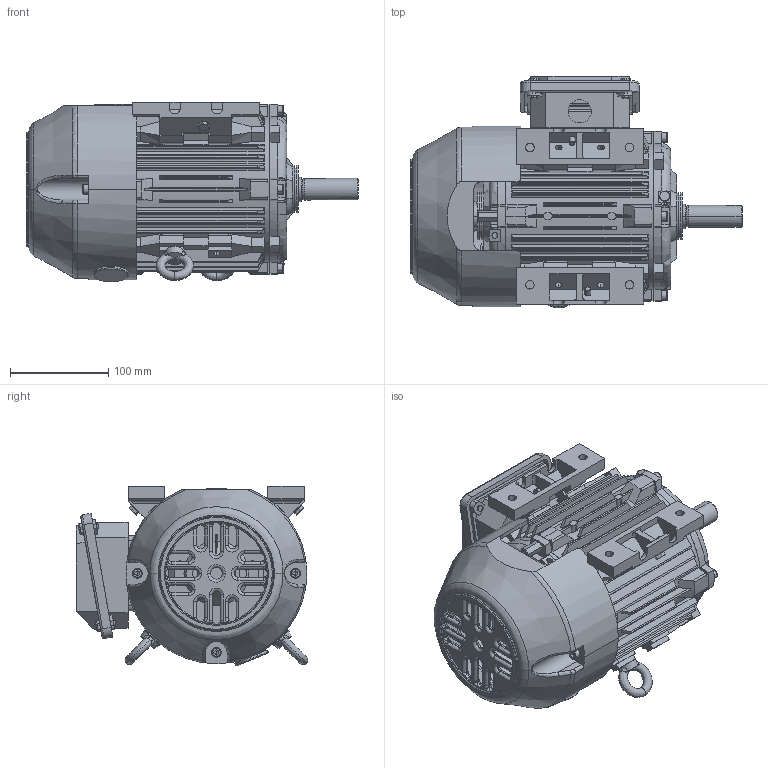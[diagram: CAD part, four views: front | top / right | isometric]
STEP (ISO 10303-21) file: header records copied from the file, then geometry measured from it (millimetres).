
FILE_DESCRIPTION (( 'STEP AP203' ), '1' );
FILE_NAME ('841-143Tﾍ簟ﾎﾍｼ.STEP', '2019-03-27T07:38:01', ( 'ﾎ｢ﾈ橆ﾃｻｧ' ), ( 'ﾎ｢ﾈ晥ｫﾋｾ' ), 'SwSTEP 2.0', 'SolidWorks 2008', '' );
FILE_SCHEMA (( 'CONFIG_CONTROL_DESIGN' ));
Length unit declared in the file: millimetre
Products named in the file (21): 841-143T俋倛芞; 新TX 90S B5机壳_默认; NEMA 143底脚 - (接地)_默认; NEMA 140T接线盒盖(斜)_默认; 841-143T 转子_默认; 841-143T 转轴_默认; 6205_默认; 迷宫式油封25-40-16_默认; 铜油嘴M6_默认; Cross recessed hex bolts indentation GB_GB_FASTENER_BOLT_CRHHI M6X16-N; Hexagon socket head cap screws GB_GB_FASTENER_SCREWS_HSHCS M6X20-N; Eyebolts GB_GB_FASTENER_SCREWS_FRS M8-N; TC 80-90风叶_默认; TX 90 开式轴承端盖NDE_默认; NEMA 140T接线盒座(斜)_默认; 140T(90)_默认; TX 90铸铁风罩(注油孔)_默认; hexagon head bolts-full thread gb_GB_FASTENER_BOLT_STBAB A M6X12-N; Hexagon socket head cap screws GB_GB_FASTENER_SCREWS_HSHCS M6X16-N; TX 90 开式轴承端盖DE_默认; 扣塞_默认
Assembly tree (39 placements, depth 3):
  841-143T俋倛芞
    NEMA 140T接线盒盖(斜)_默认
    Hexagon socket head cap screws GB_GB_FASTENER_SCREWS_HSHCS M6X16-N  x3
    TX 90铸铁风罩(注油孔)_默认
    迷宫式油封25-40-16_默认  x2
    NEMA 143底脚 - (接地)_默认  x2
    TX 90 开式轴承端盖NDE_默认
    Cross recessed hex bolts indentation GB_GB_FASTENER_BOLT_CRHHI M6X16-N  x4
    Hexagon socket head cap screws GB_GB_FASTENER_SCREWS_HSHCS M6X20-N  x6
    铜油嘴M6_默认
    TX 90 开式轴承端盖DE_默认
    140T(90)_默认  x4
    Eyebolts GB_GB_FASTENER_SCREWS_FRS M8-N  x2
    TC 80-90风叶_默认
    扣塞_默认
    NEMA 140T接线盒座(斜)_默认
    841-143T 转子_默认
      6205_默认  x2
      841-143T 转轴_默认
    新TX 90S B5机壳_默认
    hexagon head bolts-full thread gb_GB_FASTENER_BOLT_STBAB A M6X12-N  x3
Bounding box: 338.2 x 235.58 x 183.25 mm (x, y, z)
Volume: 1868263.1 mm3; surface area: 767792 mm2
Topology: 39 solids, 39 shells, 2738 faces, 7027 edges, 4420 vertices
Faces by surface type: plane 1330, cylinder 848, torus 219, cone 216, bspline 121, sphere 4
Entity records: 83464 total; most frequent: CARTESIAN_POINT 27782, ORIENTED_EDGE 11502, DIRECTION 10569, EDGE_CURVE 5751, AXIS2_PLACEMENT_3D 3890, VERTEX_POINT 3678, VECTOR 2789, LINE 2789
